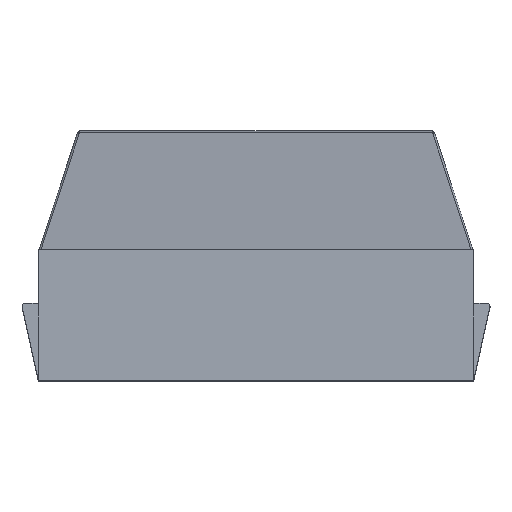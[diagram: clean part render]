
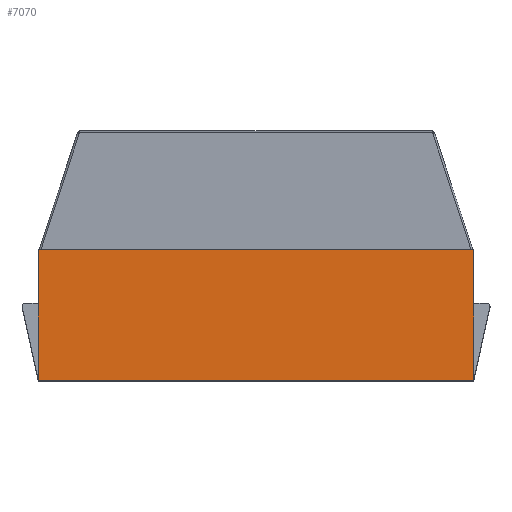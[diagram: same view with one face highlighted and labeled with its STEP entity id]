
A CAD part, top view. The second image highlights one B-rep face of the part: STEP entity #7070.
In plain terms, the highlighted planar face has unit normal (0, 0, 1).
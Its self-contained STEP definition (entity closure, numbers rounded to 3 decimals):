
#198=B_SPLINE_CURVE_WITH_KNOTS('',3,(#11378,#11379,#11380,#11381,#11382,
#11383,#11384,#11385,#11386,#11387,#11388,#11389,#11390,#11391,#11392,#11393,
#11394,#11395,#11396,#11397),.UNSPECIFIED.,.F.,.F.,(4,2,2,2,2,2,2,2,2,4),
(0.,0.002,0.005,0.006,
0.007,0.007,0.008,0.01,
0.014,0.015),.UNSPECIFIED.);
#199=B_SPLINE_CURVE_WITH_KNOTS('',3,(#11398,#11399,#11400,#11401,#11402,
#11403,#11404,#11405,#11406,#11407,#11408,#11409,#11410,#11411,#11412,#11413,
#11414,#11415,#11416,#11417),.UNSPECIFIED.,.F.,.F.,(4,2,2,2,2,2,2,2,2,4),
(0.,0.,0.005,0.007,
0.008,0.009,0.009,0.01,
0.013,0.016),.UNSPECIFIED.);
#266=PLANE('',#7587);
#529=LINE('',#10605,#1236);
#532=LINE('',#10615,#1239);
#595=LINE('',#10780,#1302);
#650=LINE('',#10920,#1357);
#699=LINE('',#11115,#1406);
#732=LINE('',#11241,#1439);
#1236=VECTOR('',#8299,0.136);
#1239=VECTOR('',#8308,0.136);
#1302=VECTOR('',#8409,10.);
#1357=VECTOR('',#8496,10.);
#1406=VECTOR('',#8593,32.833);
#1439=VECTOR('',#8676,33.4);
#1909=FACE_OUTER_BOUND('',#2347,.T.);
#2347=EDGE_LOOP('',(#5258,#5259,#5260,#5261,#5262,#5263,#5264,#5265));
#3101=VERTEX_POINT('',#10603);
#3102=VERTEX_POINT('',#10604);
#3104=VERTEX_POINT('',#10610);
#3106=VERTEX_POINT('',#10613);
#3175=VERTEX_POINT('',#10778);
#3244=VERTEX_POINT('',#10919);
#3305=VERTEX_POINT('',#11113);
#3306=VERTEX_POINT('',#11114);
#3771=EDGE_CURVE('',#3101,#3102,#529,.T.);
#3776=EDGE_CURVE('',#3106,#3104,#532,.T.);
#3846=EDGE_CURVE('',#3175,#3101,#595,.T.);
#3916=EDGE_CURVE('',#3244,#3104,#650,.T.);
#3983=EDGE_CURVE('',#3305,#3306,#699,.T.);
#4035=EDGE_CURVE('',#3175,#3244,#732,.T.);
#4111=EDGE_CURVE('',#3106,#3306,#198,.T.);
#4112=EDGE_CURVE('',#3305,#3102,#199,.T.);
#5258=ORIENTED_EDGE('',*,*,#3771,.F.);
#5259=ORIENTED_EDGE('',*,*,#3846,.F.);
#5260=ORIENTED_EDGE('',*,*,#4035,.T.);
#5261=ORIENTED_EDGE('',*,*,#3916,.T.);
#5262=ORIENTED_EDGE('',*,*,#3776,.F.);
#5263=ORIENTED_EDGE('',*,*,#4111,.T.);
#5264=ORIENTED_EDGE('',*,*,#3983,.F.);
#5265=ORIENTED_EDGE('',*,*,#4112,.T.);
#7070=ADVANCED_FACE('',(#1909),#266,.T.);
#7587=AXIS2_PLACEMENT_3D('',#11377,#8795,#8796);
#8299=DIRECTION('',(1.,0.,0.));
#8308=DIRECTION('',(1.,0.,0.));
#8409=DIRECTION('',(0.,1.,0.));
#8496=DIRECTION('',(0.,1.,0.));
#8593=DIRECTION('',(1.,0.,0.));
#8676=DIRECTION('',(1.,0.,0.));
#8795=DIRECTION('center_axis',(0.,0.,1.));
#8796=DIRECTION('ref_axis',(1.,0.,0.));
#10603=CARTESIAN_POINT('',(-16.7,0.,25.));
#10604=CARTESIAN_POINT('',(-16.564,0.,25.));
#10605=CARTESIAN_POINT('',(16.7,0.,25.));
#10610=CARTESIAN_POINT('',(16.7,0.,25.));
#10613=CARTESIAN_POINT('',(16.564,0.,25.));
#10615=CARTESIAN_POINT('',(16.7,0.,25.));
#10778=CARTESIAN_POINT('',(-16.7,-10.,25.));
#10780=CARTESIAN_POINT('',(-16.7,-10.,25.));
#10919=CARTESIAN_POINT('',(16.7,-10.,25.));
#10920=CARTESIAN_POINT('',(16.7,-10.,25.));
#11113=CARTESIAN_POINT('',(-16.417,0.,25.));
#11114=CARTESIAN_POINT('',(16.417,0.,25.));
#11115=CARTESIAN_POINT('',(16.7,0.,25.));
#11241=CARTESIAN_POINT('',(16.7,-10.,25.));
#11377=CARTESIAN_POINT('Origin',(16.7,-10.,25.));
#11378=CARTESIAN_POINT('Ctrl Pts',(16.564,0.,
25.));
#11379=CARTESIAN_POINT('Ctrl Pts',(16.556,0.,
25.));
#11380=CARTESIAN_POINT('Ctrl Pts',(16.548,0.,
25.));
#11381=CARTESIAN_POINT('Ctrl Pts',(16.531,0.001,
25.));
#11382=CARTESIAN_POINT('Ctrl Pts',(16.523,0.001,
25.));
#11383=CARTESIAN_POINT('Ctrl Pts',(16.51,0.001,
25.));
#11384=CARTESIAN_POINT('Ctrl Pts',(16.507,0.002,
25.));
#11385=CARTESIAN_POINT('Ctrl Pts',(16.501,0.002,
25.));
#11386=CARTESIAN_POINT('Ctrl Pts',(16.499,0.002,
25.));
#11387=CARTESIAN_POINT('Ctrl Pts',(16.494,0.002,
25.));
#11388=CARTESIAN_POINT('Ctrl Pts',(16.492,0.002,
25.));
#11389=CARTESIAN_POINT('Ctrl Pts',(16.488,0.002,
25.));
#11390=CARTESIAN_POINT('Ctrl Pts',(16.485,0.002,
25.));
#11391=CARTESIAN_POINT('Ctrl Pts',(16.478,0.002,
25.));
#11392=CARTESIAN_POINT('Ctrl Pts',(16.472,0.001,
25.));
#11393=CARTESIAN_POINT('Ctrl Pts',(16.453,0.001,
25.));
#11394=CARTESIAN_POINT('Ctrl Pts',(16.436,0.,
25.));
#11395=CARTESIAN_POINT('Ctrl Pts',(16.419,0.,
25.));
#11396=CARTESIAN_POINT('Ctrl Pts',(16.418,0.,
25.));
#11397=CARTESIAN_POINT('Ctrl Pts',(16.417,0.,
25.));
#11398=CARTESIAN_POINT('Ctrl Pts',(-16.417,0.,
25.));
#11399=CARTESIAN_POINT('Ctrl Pts',(-16.418,0.,
25.));
#11400=CARTESIAN_POINT('Ctrl Pts',(-16.419,0.,
25.));
#11401=CARTESIAN_POINT('Ctrl Pts',(-16.436,0.,
25.));
#11402=CARTESIAN_POINT('Ctrl Pts',(-16.452,0.001,
25.));
#11403=CARTESIAN_POINT('Ctrl Pts',(-16.472,0.001,
25.));
#11404=CARTESIAN_POINT('Ctrl Pts',(-16.477,0.002,
25.));
#11405=CARTESIAN_POINT('Ctrl Pts',(-16.485,0.002,
25.));
#11406=CARTESIAN_POINT('Ctrl Pts',(-16.488,0.002,
25.));
#11407=CARTESIAN_POINT('Ctrl Pts',(-16.492,0.002,
25.));
#11408=CARTESIAN_POINT('Ctrl Pts',(-16.494,0.002,
25.));
#11409=CARTESIAN_POINT('Ctrl Pts',(-16.499,0.002,
25.));
#11410=CARTESIAN_POINT('Ctrl Pts',(-16.501,0.002,
25.));
#11411=CARTESIAN_POINT('Ctrl Pts',(-16.507,0.002,
25.));
#11412=CARTESIAN_POINT('Ctrl Pts',(-16.51,0.001,
25.));
#11413=CARTESIAN_POINT('Ctrl Pts',(-16.523,0.001,
25.));
#11414=CARTESIAN_POINT('Ctrl Pts',(-16.531,0.001,
25.));
#11415=CARTESIAN_POINT('Ctrl Pts',(-16.548,0.,
25.));
#11416=CARTESIAN_POINT('Ctrl Pts',(-16.556,0.,
25.));
#11417=CARTESIAN_POINT('Ctrl Pts',(-16.564,0.,
25.));
